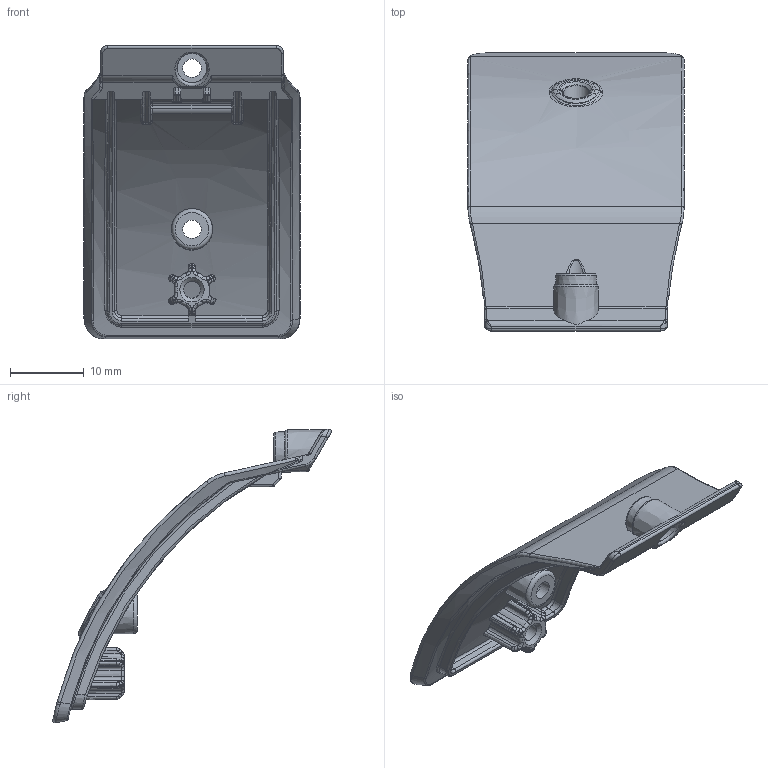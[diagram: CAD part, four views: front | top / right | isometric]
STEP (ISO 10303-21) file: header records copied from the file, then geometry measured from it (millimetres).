
FILE_DESCRIPTION(/* description */ (''),/* implementation_level */ '2;1');
FILE_NAME(/* name */ '59ffa8fb-318e-4483-a78a-b92ab1d2ac8f.stp',/* time_stamp */ '2019-09-01T13:51:12-06:00',/* author */ ('sridharPR5JY'),/* organization */ (''),/* preprocessor_version */ 'ST-DEVELOPER v18',/* originating_system */ 'Autodesk Translation Framework v8.2.0.1029',/* authorisation */ '');
FILE_SCHEMA (('AUTOMOTIVE_DESIGN { 1 0 10303 214 3 1 1 }'));
Length unit declared in the file: millimetre
Products named in the file (1): TRAILER_HITCH_OUTER
Bounding box: 29.33 x 37.8 x 39.81 mm (x, y, z)
Volume: 3320.2 mm3; surface area: 4187.4 mm2
Topology: 1 solids, 1 shells, 389 faces, 954 edges, 570 vertices
Faces by surface type: bspline 218, cylinder 74, plane 45, cone 23, torus 19, sphere 10
Full cylindrical faces by diameter (mm): 2.3 x1, 2.5 x2, 3.5 x2
Entity records: 28478 total; most frequent: CARTESIAN_POINT 20567, ORIENTED_EDGE 1904, DIRECTION 1331, EDGE_CURVE 952, VERTEX_POINT 570, AXIS2_PLACEMENT_3D 561, EDGE_LOOP 398, FACE_OUTER_BOUND 389
